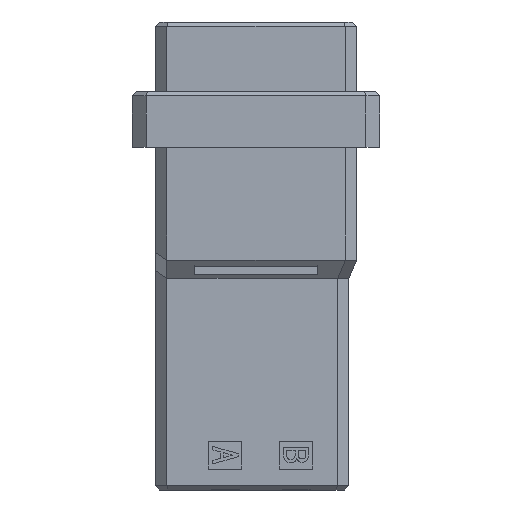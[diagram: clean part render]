
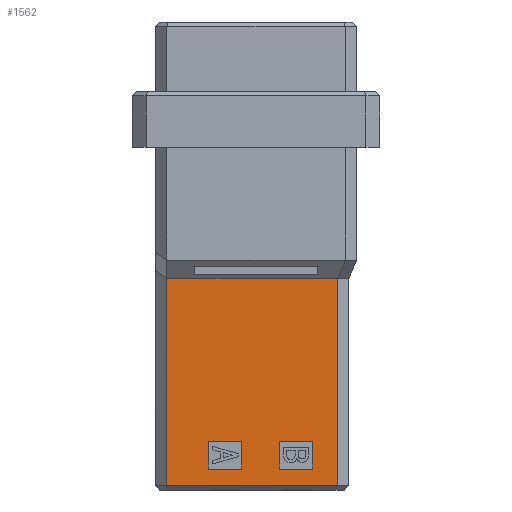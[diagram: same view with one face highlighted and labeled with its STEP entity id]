
A CAD part, left-side view. The second image highlights one B-rep face of the part: STEP entity #1562.
In plain terms, the highlighted planar face has unit normal (-1, 0, 0).
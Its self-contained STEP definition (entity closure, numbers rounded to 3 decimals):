
#769=CARTESIAN_POINT('',(-11.12,-5.865,-18.4));
#770=VERTEX_POINT('',#769);
#771=CARTESIAN_POINT('',(-11.12,-5.865,-33.3));
#772=VERTEX_POINT('',#771);
#773=CARTESIAN_POINT('',(-11.12,-5.865,-18.4));
#774=DIRECTION('',(0.,0.,-1.));
#775=VECTOR('',#774,14.9);
#776=LINE('',#773,#775);
#777=EDGE_CURVE('',#770,#772,#776,.T.);
#1464=CARTESIAN_POINT('',(-11.12,0.275,-25.85));
#1465=DIRECTION('',(0.,-1.,0.));
#1466=DIRECTION('',(-1.,-0.,0.));
#1467=AXIS2_PLACEMENT_3D('',#1464,#1466,#1465);
#1468=PLANE('',#1467);
#1469=CARTESIAN_POINT('',(-11.12,6.41,-18.4));
#1470=VERTEX_POINT('',#1469);
#1471=CARTESIAN_POINT('',(-11.12,6.415,-33.3));
#1472=VERTEX_POINT('',#1471);
#1473=CARTESIAN_POINT('',(-11.12,6.41,-18.4));
#1474=DIRECTION('',(0.,0.,-1.));
#1475=VECTOR('',#1474,14.9);
#1476=LINE('',#1473,#1475);
#1477=EDGE_CURVE('',#1470,#1472,#1476,.T.);
#1478=ORIENTED_EDGE('',*,*,#1477,.T.);
#1479=CARTESIAN_POINT('',(-11.12,6.415,-33.3));
#1480=DIRECTION('',(0.,-1.,0.));
#1481=VECTOR('',#1480,12.28);
#1482=LINE('',#1479,#1481);
#1483=EDGE_CURVE('',#1472,#772,#1482,.T.);
#1484=ORIENTED_EDGE('',*,*,#1483,.T.);
#1485=ORIENTED_EDGE('',*,*,#777,.F.);
#1486=CARTESIAN_POINT('',(-11.12,-5.865,-18.4));
#1487=DIRECTION('',(0.,1.,0.));
#1488=VECTOR('',#1487,12.275);
#1489=LINE('',#1486,#1488);
#1490=EDGE_CURVE('',#770,#1470,#1489,.T.);
#1491=ORIENTED_EDGE('',*,*,#1490,.T.);
#1492=EDGE_LOOP('',(#1478,#1484,#1485,#1491));
#1493=FACE_OUTER_BOUND('',#1492,.T.);
#1494=CARTESIAN_POINT('',(-11.12,3.415,-30.1));
#1495=VERTEX_POINT('',#1494);
#1496=CARTESIAN_POINT('',(-11.12,1.015,-30.1));
#1497=VERTEX_POINT('',#1496);
#1498=CARTESIAN_POINT('',(-11.12,3.415,-30.1));
#1499=DIRECTION('',(0.,-1.,0.));
#1500=VECTOR('',#1499,2.4);
#1501=LINE('',#1498,#1500);
#1502=EDGE_CURVE('',#1495,#1497,#1501,.T.);
#1503=ORIENTED_EDGE('',*,*,#1502,.T.);
#1504=CARTESIAN_POINT('',(-11.12,1.015,-32.1));
#1505=VERTEX_POINT('',#1504);
#1506=CARTESIAN_POINT('',(-11.12,1.015,-30.1));
#1507=DIRECTION('',(0.,0.,-1.));
#1508=VECTOR('',#1507,2.);
#1509=LINE('',#1506,#1508);
#1510=EDGE_CURVE('',#1497,#1505,#1509,.T.);
#1511=ORIENTED_EDGE('',*,*,#1510,.T.);
#1512=CARTESIAN_POINT('',(-11.12,3.415,-32.1));
#1513=VERTEX_POINT('',#1512);
#1514=CARTESIAN_POINT('',(-11.12,1.015,-32.1));
#1515=DIRECTION('',(0.,1.,0.));
#1516=VECTOR('',#1515,2.4);
#1517=LINE('',#1514,#1516);
#1518=EDGE_CURVE('',#1505,#1513,#1517,.T.);
#1519=ORIENTED_EDGE('',*,*,#1518,.T.);
#1520=CARTESIAN_POINT('',(-11.12,3.415,-32.1));
#1521=DIRECTION('',(0.,0.,1.));
#1522=VECTOR('',#1521,2.);
#1523=LINE('',#1520,#1522);
#1524=EDGE_CURVE('',#1513,#1495,#1523,.T.);
#1525=ORIENTED_EDGE('',*,*,#1524,.T.);
#1526=EDGE_LOOP('',(#1503,#1511,#1519,#1525));
#1527=FACE_BOUND('',#1526,.T.);
#1528=CARTESIAN_POINT('',(-11.12,-4.065,-30.1));
#1529=VERTEX_POINT('',#1528);
#1530=CARTESIAN_POINT('',(-11.12,-4.065,-32.1));
#1531=VERTEX_POINT('',#1530);
#1532=CARTESIAN_POINT('',(-11.12,-4.065,-30.1));
#1533=DIRECTION('',(0.,0.,-1.));
#1534=VECTOR('',#1533,2.);
#1535=LINE('',#1532,#1534);
#1536=EDGE_CURVE('',#1529,#1531,#1535,.T.);
#1537=ORIENTED_EDGE('',*,*,#1536,.T.);
#1538=CARTESIAN_POINT('',(-11.12,-1.665,-32.1));
#1539=VERTEX_POINT('',#1538);
#1540=CARTESIAN_POINT('',(-11.12,-4.065,-32.1));
#1541=DIRECTION('',(0.,1.,0.));
#1542=VECTOR('',#1541,2.4);
#1543=LINE('',#1540,#1542);
#1544=EDGE_CURVE('',#1531,#1539,#1543,.T.);
#1545=ORIENTED_EDGE('',*,*,#1544,.T.);
#1546=CARTESIAN_POINT('',(-11.12,-1.665,-30.1));
#1547=VERTEX_POINT('',#1546);
#1548=CARTESIAN_POINT('',(-11.12,-1.665,-32.1));
#1549=DIRECTION('',(0.,0.,1.));
#1550=VECTOR('',#1549,2.);
#1551=LINE('',#1548,#1550);
#1552=EDGE_CURVE('',#1539,#1547,#1551,.T.);
#1553=ORIENTED_EDGE('',*,*,#1552,.T.);
#1554=CARTESIAN_POINT('',(-11.12,-1.665,-30.1));
#1555=DIRECTION('',(0.,-1.,0.));
#1556=VECTOR('',#1555,2.4);
#1557=LINE('',#1554,#1556);
#1558=EDGE_CURVE('',#1547,#1529,#1557,.T.);
#1559=ORIENTED_EDGE('',*,*,#1558,.T.);
#1560=EDGE_LOOP('',(#1537,#1545,#1553,#1559));
#1561=FACE_BOUND('',#1560,.T.);
#1562=ADVANCED_FACE('',(#1493,#1527,#1561),#1468,.T.);
